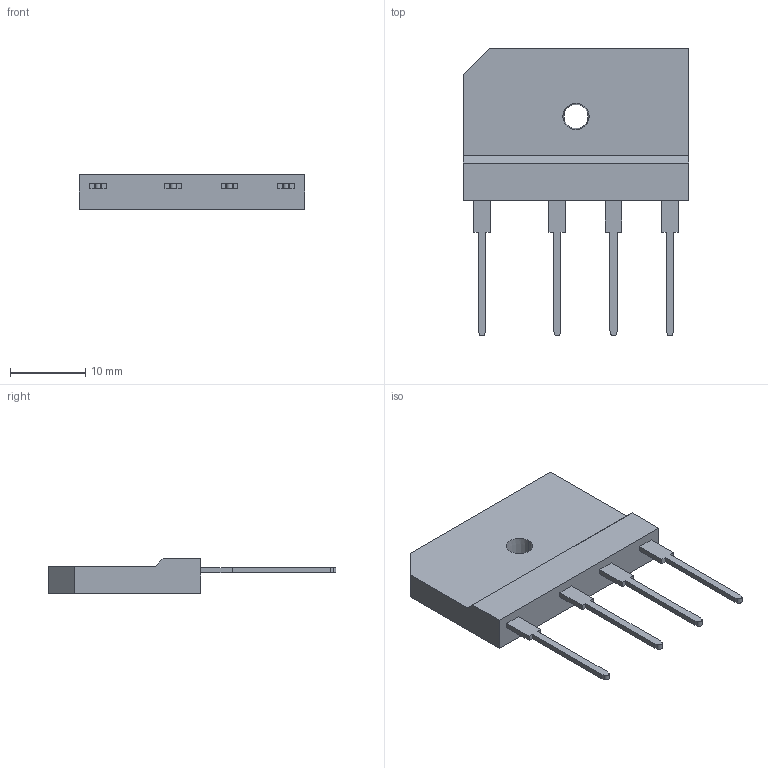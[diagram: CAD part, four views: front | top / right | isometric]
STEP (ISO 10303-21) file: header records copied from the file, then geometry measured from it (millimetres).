
FILE_DESCRIPTION (( 'STEP AP214' ), '1' );
FILE_NAME ('GSIB1580-E3(slash)45.STEP', '2020-02-21T17:02:21', ( '' ), ( '' ), 'SwSTEP 2.0', 'SolidWorks 2017', '' );
FILE_SCHEMA (( 'AUTOMOTIVE_DESIGN' ));
Length unit declared in the file: millimetre
Products named in the file (1): GSIB1580-E3(slash)45
Bounding box: 30 x 38.3 x 4.6 mm (x, y, z)
Volume: 2367.6 mm3; surface area: 1928.8 mm2
Topology: 5 solids, 5 shells, 59 faces, 147 edges, 98 vertices
Faces by surface type: plane 53, cylinder 4, cone 2
Entity records: 1807 total; most frequent: CARTESIAN_POINT 305, ORIENTED_EDGE 294, DIRECTION 279, EDGE_CURVE 147, LINE 135, VECTOR 135, VERTEX_POINT 98, AXIS2_PLACEMENT_3D 72
